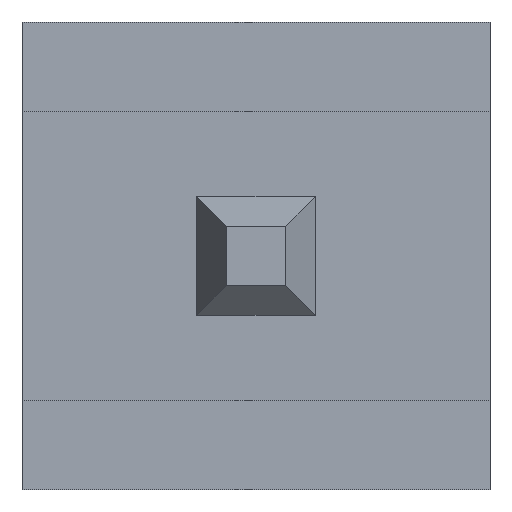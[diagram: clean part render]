
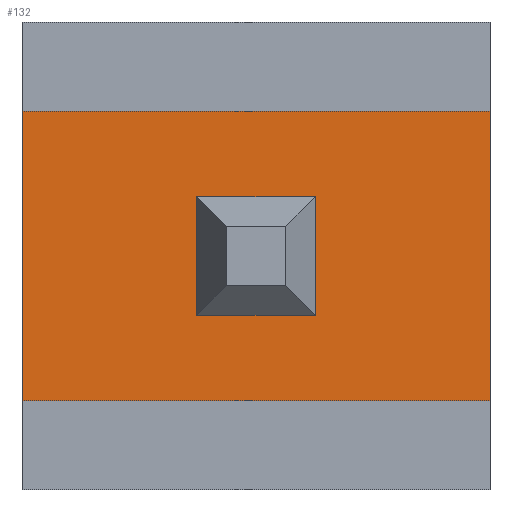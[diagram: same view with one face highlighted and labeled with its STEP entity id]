
A CAD part, front view. The second image highlights one B-rep face of the part: STEP entity #132.
In plain terms, the highlighted planar face has unit normal (0, -1, 0).
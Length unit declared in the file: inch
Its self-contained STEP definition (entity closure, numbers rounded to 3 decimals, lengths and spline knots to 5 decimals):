
#132 = ADVANCED_FACE( '', ( #255, #256 ), #257, .F. );
#255 = FACE_BOUND( '', #379, .T. );
#256 = FACE_OUTER_BOUND( '', #380, .T. );
#257 = PLANE( '', #381 );
#379 = EDGE_LOOP( '', ( #574, #575, #576, #577 ) );
#380 = EDGE_LOOP( '', ( #578, #579, #580, #581 ) );
#381 = AXIS2_PLACEMENT_3D( '', #582, #583, #584 );
#574 = ORIENTED_EDGE( '', *, *, #776, .T. );
#575 = ORIENTED_EDGE( '', *, *, #840, .T. );
#576 = ORIENTED_EDGE( '', *, *, #835, .T. );
#577 = ORIENTED_EDGE( '', *, *, #841, .T. );
#578 = ORIENTED_EDGE( '', *, *, #769, .T. );
#579 = ORIENTED_EDGE( '', *, *, #842, .F. );
#580 = ORIENTED_EDGE( '', *, *, #843, .F. );
#581 = ORIENTED_EDGE( '', *, *, #844, .T. );
#582 = CARTESIAN_POINT( '', ( -0.03937, 0.01, -0.02435 ) );
#583 = DIRECTION( '', ( 0., 1., 0. ) );
#584 = DIRECTION( '', ( 0., 0., 1. ) );
#769 = EDGE_CURVE( '', #896, #894, #897, .T. );
#776 = EDGE_CURVE( '', #908, #909, #910, .T. );
#835 = EDGE_CURVE( '', #1000, #1001, #1002, .T. );
#840 = EDGE_CURVE( '', #909, #1000, #1009, .T. );
#841 = EDGE_CURVE( '', #1001, #908, #1010, .T. );
#842 = EDGE_CURVE( '', #1011, #894, #1012, .T. );
#843 = EDGE_CURVE( '', #1013, #1011, #1014, .T. );
#844 = EDGE_CURVE( '', #1013, #896, #1015, .T. );
#894 = VERTEX_POINT( '', #1075 );
#896 = VERTEX_POINT( '', #1078 );
#897 = LINE( '', #1079, #1080 );
#908 = VERTEX_POINT( '', #1096 );
#909 = VERTEX_POINT( '', #1097 );
#910 = LINE( '', #1098, #1099 );
#1000 = VERTEX_POINT( '', #1234 );
#1001 = VERTEX_POINT( '', #1235 );
#1002 = LINE( '', #1236, #1237 );
#1009 = LINE( '', #1247, #1248 );
#1010 = LINE( '', #1249, #1250 );
#1011 = VERTEX_POINT( '', #1251 );
#1012 = LINE( '', #1252, #1253 );
#1013 = VERTEX_POINT( '', #1254 );
#1014 = LINE( '', #1255, #1256 );
#1015 = LINE( '', #1257, #1258 );
#1075 = CARTESIAN_POINT( '', ( 0.03937, 0.01, 0.02435 ) );
#1078 = CARTESIAN_POINT( '', ( 0.03937, 0.01, -0.02435 ) );
#1079 = CARTESIAN_POINT( '', ( 0.03937, 0.01, -0.02435 ) );
#1080 = VECTOR( '', #1340, 39.37008 );
#1096 = CARTESIAN_POINT( '', ( -0.01, 0.01, -0.01 ) );
#1097 = CARTESIAN_POINT( '', ( -0.01, 0.01, 0.01 ) );
#1098 = CARTESIAN_POINT( '', ( -0.01, 0.01, -0.01 ) );
#1099 = VECTOR( '', #1346, 39.37008 );
#1234 = CARTESIAN_POINT( '', ( 0.01, 0.01, 0.01 ) );
#1235 = CARTESIAN_POINT( '', ( 0.01, 0.01, -0.01 ) );
#1236 = CARTESIAN_POINT( '', ( 0.01, 0.01, 0.01 ) );
#1237 = VECTOR( '', #1392, 39.37008 );
#1247 = CARTESIAN_POINT( '', ( -0.01, 0.01, 0.01 ) );
#1248 = VECTOR( '', #1396, 39.37008 );
#1249 = CARTESIAN_POINT( '', ( 0.01, 0.01, -0.01 ) );
#1250 = VECTOR( '', #1397, 39.37008 );
#1251 = CARTESIAN_POINT( '', ( -0.03937, 0.01, 0.02435 ) );
#1252 = CARTESIAN_POINT( '', ( -0.03937, 0.01, 0.02435 ) );
#1253 = VECTOR( '', #1398, 39.37008 );
#1254 = CARTESIAN_POINT( '', ( -0.03937, 0.01, -0.02435 ) );
#1255 = CARTESIAN_POINT( '', ( -0.03937, 0.01, -0.02435 ) );
#1256 = VECTOR( '', #1399, 39.37008 );
#1257 = CARTESIAN_POINT( '', ( -0.03937, 0.01, -0.02435 ) );
#1258 = VECTOR( '', #1400, 39.37008 );
#1340 = DIRECTION( '', ( 0., 0., 1. ) );
#1346 = DIRECTION( '', ( 0., 0., 1. ) );
#1392 = DIRECTION( '', ( 0., 0., -1. ) );
#1396 = DIRECTION( '', ( 1., 0., 0. ) );
#1397 = DIRECTION( '', ( -1., 0., 0. ) );
#1398 = DIRECTION( '', ( 1., 0., 0. ) );
#1399 = DIRECTION( '', ( 0., 0., 1. ) );
#1400 = DIRECTION( '', ( 1., 0., 0. ) );
